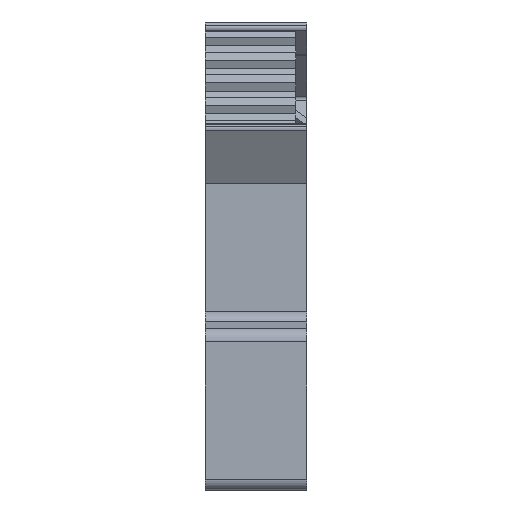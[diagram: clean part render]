
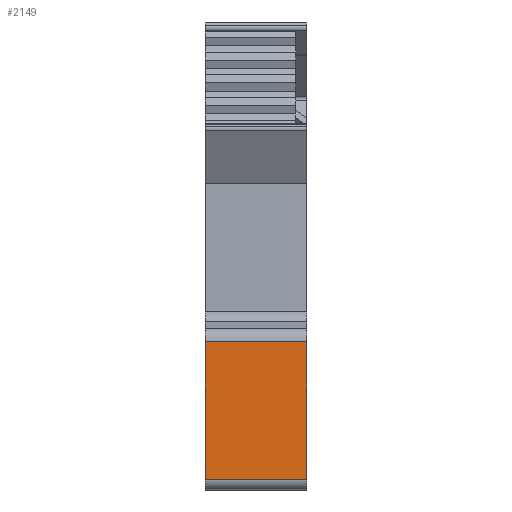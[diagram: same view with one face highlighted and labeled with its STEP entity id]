
A CAD part, left-side view. The second image highlights one B-rep face of the part: STEP entity #2149.
In plain terms, the highlighted planar face has unit normal (-1, 0, 0).
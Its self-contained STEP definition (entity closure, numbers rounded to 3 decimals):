
#2149=ADVANCED_FACE('',(#4606),#3601,.F.);
#3601=PLANE('',#29053);
#4606=FACE_OUTER_BOUND('',#6178,.T.);
#6178=EDGE_LOOP('',(#9083,#9084,#9085,#9086));
#9083=ORIENTED_EDGE('',*,*,#19707,.T.);
#9084=ORIENTED_EDGE('',*,*,#19706,.F.);
#9085=ORIENTED_EDGE('',*,*,#18740,.F.);
#9086=ORIENTED_EDGE('',*,*,#19708,.T.);
#16038=VERTEX_POINT('',#39931);
#16039=VERTEX_POINT('',#39933);
#16831=VERTEX_POINT('',#41906);
#16832=VERTEX_POINT('',#41910);
#18740=EDGE_CURVE('',#16038,#16039,#22778,.T.);
#19706=EDGE_CURVE('',#16039,#16831,#23400,.T.);
#19707=EDGE_CURVE('',#16832,#16831,#23401,.T.);
#19708=EDGE_CURVE('',#16038,#16832,#23402,.T.);
#22778=LINE('',#39932,#25717);
#23400=LINE('',#41907,#26339);
#23401=LINE('',#41909,#26340);
#23402=LINE('',#41911,#26341);
#25717=VECTOR('',#31502,1.);
#26339=VECTOR('',#33122,1.);
#26340=VECTOR('',#33125,1.);
#26341=VECTOR('',#33126,1.);
#29053=AXIS2_PLACEMENT_3D('',#41912,#33127,#33128);
#31502=DIRECTION('',(0.,0.,-1.));
#33122=DIRECTION('',(0.,1.,0.));
#33125=DIRECTION('',(0.,0.,-1.));
#33126=DIRECTION('',(0.,1.,0.));
#33127=DIRECTION('',(1.,0.,0.));
#33128=DIRECTION('',(0.,1.,0.));
#39931=CARTESIAN_POINT('',(-25.,0.,9.531));
#39932=CARTESIAN_POINT('',(-25.,0.,9.531));
#39933=CARTESIAN_POINT('',(-25.,0.,-3.4));
#41906=CARTESIAN_POINT('',(-25.,9.5,-3.4));
#41907=CARTESIAN_POINT('',(-25.,0.,-3.4));
#41909=CARTESIAN_POINT('',(-25.,9.5,9.531));
#41910=CARTESIAN_POINT('',(-25.,9.5,9.531));
#41911=CARTESIAN_POINT('',(-25.,0.,9.531));
#41912=CARTESIAN_POINT('',(-25.,0.,9.531));
